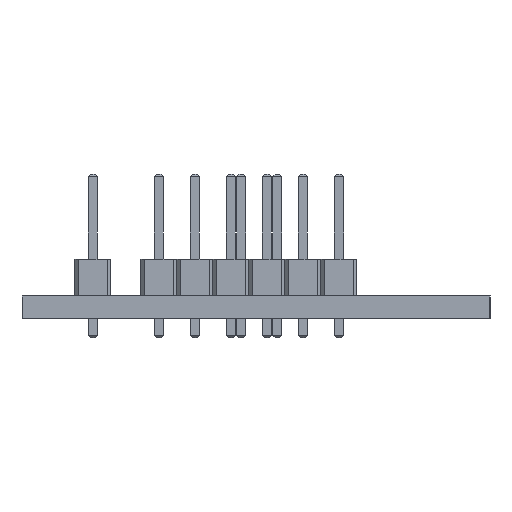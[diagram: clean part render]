
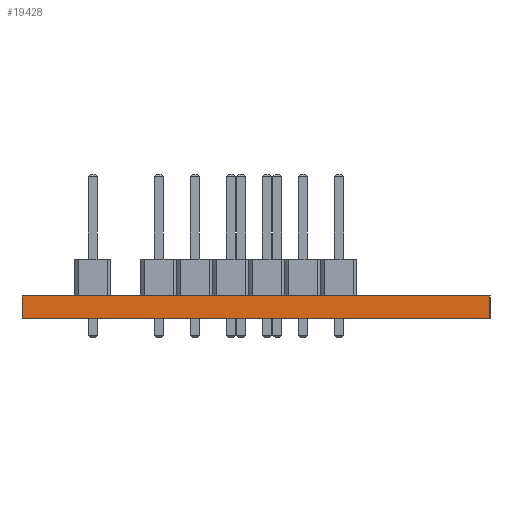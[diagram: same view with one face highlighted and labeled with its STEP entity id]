
A CAD part, left-side view. The second image highlights one B-rep face of the part: STEP entity #19428.
In plain terms, the highlighted planar face has unit normal (-1, 0, 0).
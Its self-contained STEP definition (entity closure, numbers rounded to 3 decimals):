
#19247 = PLANE('',#19248);
#19248 = AXIS2_PLACEMENT_3D('',#19249,#19250,#19251);
#19249 = CARTESIAN_POINT('',(168.,-68.,0.));
#19250 = DIRECTION('',(0.,-1.,0.));
#19251 = DIRECTION('',(-1.,0.,0.));
#19272 = VERTEX_POINT('',#19273);
#19273 = CARTESIAN_POINT('',(33.,-68.,1.58));
#19287 = PLANE('',#19288);
#19288 = AXIS2_PLACEMENT_3D('',#19289,#19290,#19291);
#19289 = CARTESIAN_POINT('',(100.5,-51.5,1.58));
#19290 = DIRECTION('',(-0.,-0.,-1.));
#19291 = DIRECTION('',(-1.,0.,0.));
#19299 = EDGE_CURVE('',#19300,#19272,#19302,.T.);
#19300 = VERTEX_POINT('',#19301);
#19301 = CARTESIAN_POINT('',(33.,-68.,0.));
#19302 = SURFACE_CURVE('',#19303,(#19307,#19314),.PCURVE_S1.);
#19303 = LINE('',#19304,#19305);
#19304 = CARTESIAN_POINT('',(33.,-68.,0.));
#19305 = VECTOR('',#19306,1.);
#19306 = DIRECTION('',(0.,0.,1.));
#19307 = PCURVE('',#19247,#19308);
#19308 = DEFINITIONAL_REPRESENTATION('',(#19309),#19313);
#19309 = LINE('',#19310,#19311);
#19310 = CARTESIAN_POINT('',(135.,0.));
#19311 = VECTOR('',#19312,1.);
#19312 = DIRECTION('',(0.,-1.));
#19313 = ( GEOMETRIC_REPRESENTATION_CONTEXT(2) 
PARAMETRIC_REPRESENTATION_CONTEXT() REPRESENTATION_CONTEXT('2D SPACE',''
  ) );
#19314 = PCURVE('',#19315,#19320);
#19315 = PLANE('',#19316);
#19316 = AXIS2_PLACEMENT_3D('',#19317,#19318,#19319);
#19317 = CARTESIAN_POINT('',(33.,-68.,0.));
#19318 = DIRECTION('',(-1.,0.,0.));
#19319 = DIRECTION('',(0.,1.,0.));
#19320 = DEFINITIONAL_REPRESENTATION('',(#19321),#19325);
#19321 = LINE('',#19322,#19323);
#19322 = CARTESIAN_POINT('',(0.,0.));
#19323 = VECTOR('',#19324,1.);
#19324 = DIRECTION('',(0.,-1.));
#19325 = ( GEOMETRIC_REPRESENTATION_CONTEXT(2) 
PARAMETRIC_REPRESENTATION_CONTEXT() REPRESENTATION_CONTEXT('2D SPACE',''
  ) );
#19341 = PLANE('',#19342);
#19342 = AXIS2_PLACEMENT_3D('',#19343,#19344,#19345);
#19343 = CARTESIAN_POINT('',(100.5,-51.5,0.));
#19344 = DIRECTION('',(-0.,-0.,-1.));
#19345 = DIRECTION('',(-1.,0.,0.));
#19374 = PLANE('',#19375);
#19375 = AXIS2_PLACEMENT_3D('',#19376,#19377,#19378);
#19376 = CARTESIAN_POINT('',(33.,-35.,0.));
#19377 = DIRECTION('',(0.,1.,0.));
#19378 = DIRECTION('',(1.,0.,0.));
#19428 = ADVANCED_FACE('',(#19429),#19315,.T.);
#19429 = FACE_BOUND('',#19430,.T.);
#19430 = EDGE_LOOP('',(#19431,#19432,#19455,#19478));
#19431 = ORIENTED_EDGE('',*,*,#19299,.T.);
#19432 = ORIENTED_EDGE('',*,*,#19433,.T.);
#19433 = EDGE_CURVE('',#19272,#19434,#19436,.T.);
#19434 = VERTEX_POINT('',#19435);
#19435 = CARTESIAN_POINT('',(33.,-35.,1.58));
#19436 = SURFACE_CURVE('',#19437,(#19441,#19448),.PCURVE_S1.);
#19437 = LINE('',#19438,#19439);
#19438 = CARTESIAN_POINT('',(33.,-68.,1.58));
#19439 = VECTOR('',#19440,1.);
#19440 = DIRECTION('',(0.,1.,0.));
#19441 = PCURVE('',#19315,#19442);
#19442 = DEFINITIONAL_REPRESENTATION('',(#19443),#19447);
#19443 = LINE('',#19444,#19445);
#19444 = CARTESIAN_POINT('',(0.,-1.58));
#19445 = VECTOR('',#19446,1.);
#19446 = DIRECTION('',(1.,0.));
#19447 = ( GEOMETRIC_REPRESENTATION_CONTEXT(2) 
PARAMETRIC_REPRESENTATION_CONTEXT() REPRESENTATION_CONTEXT('2D SPACE',''
  ) );
#19448 = PCURVE('',#19287,#19449);
#19449 = DEFINITIONAL_REPRESENTATION('',(#19450),#19454);
#19450 = LINE('',#19451,#19452);
#19451 = CARTESIAN_POINT('',(67.5,-16.5));
#19452 = VECTOR('',#19453,1.);
#19453 = DIRECTION('',(0.,1.));
#19454 = ( GEOMETRIC_REPRESENTATION_CONTEXT(2) 
PARAMETRIC_REPRESENTATION_CONTEXT() REPRESENTATION_CONTEXT('2D SPACE',''
  ) );
#19455 = ORIENTED_EDGE('',*,*,#19456,.F.);
#19456 = EDGE_CURVE('',#19457,#19434,#19459,.T.);
#19457 = VERTEX_POINT('',#19458);
#19458 = CARTESIAN_POINT('',(33.,-35.,0.));
#19459 = SURFACE_CURVE('',#19460,(#19464,#19471),.PCURVE_S1.);
#19460 = LINE('',#19461,#19462);
#19461 = CARTESIAN_POINT('',(33.,-35.,0.));
#19462 = VECTOR('',#19463,1.);
#19463 = DIRECTION('',(0.,0.,1.));
#19464 = PCURVE('',#19315,#19465);
#19465 = DEFINITIONAL_REPRESENTATION('',(#19466),#19470);
#19466 = LINE('',#19467,#19468);
#19467 = CARTESIAN_POINT('',(33.,0.));
#19468 = VECTOR('',#19469,1.);
#19469 = DIRECTION('',(0.,-1.));
#19470 = ( GEOMETRIC_REPRESENTATION_CONTEXT(2) 
PARAMETRIC_REPRESENTATION_CONTEXT() REPRESENTATION_CONTEXT('2D SPACE',''
  ) );
#19471 = PCURVE('',#19374,#19472);
#19472 = DEFINITIONAL_REPRESENTATION('',(#19473),#19477);
#19473 = LINE('',#19474,#19475);
#19474 = CARTESIAN_POINT('',(0.,0.));
#19475 = VECTOR('',#19476,1.);
#19476 = DIRECTION('',(0.,-1.));
#19477 = ( GEOMETRIC_REPRESENTATION_CONTEXT(2) 
PARAMETRIC_REPRESENTATION_CONTEXT() REPRESENTATION_CONTEXT('2D SPACE',''
  ) );
#19478 = ORIENTED_EDGE('',*,*,#19479,.F.);
#19479 = EDGE_CURVE('',#19300,#19457,#19480,.T.);
#19480 = SURFACE_CURVE('',#19481,(#19485,#19492),.PCURVE_S1.);
#19481 = LINE('',#19482,#19483);
#19482 = CARTESIAN_POINT('',(33.,-68.,0.));
#19483 = VECTOR('',#19484,1.);
#19484 = DIRECTION('',(0.,1.,0.));
#19485 = PCURVE('',#19315,#19486);
#19486 = DEFINITIONAL_REPRESENTATION('',(#19487),#19491);
#19487 = LINE('',#19488,#19489);
#19488 = CARTESIAN_POINT('',(0.,0.));
#19489 = VECTOR('',#19490,1.);
#19490 = DIRECTION('',(1.,0.));
#19491 = ( GEOMETRIC_REPRESENTATION_CONTEXT(2) 
PARAMETRIC_REPRESENTATION_CONTEXT() REPRESENTATION_CONTEXT('2D SPACE',''
  ) );
#19492 = PCURVE('',#19341,#19493);
#19493 = DEFINITIONAL_REPRESENTATION('',(#19494),#19498);
#19494 = LINE('',#19495,#19496);
#19495 = CARTESIAN_POINT('',(67.5,-16.5));
#19496 = VECTOR('',#19497,1.);
#19497 = DIRECTION('',(0.,1.));
#19498 = ( GEOMETRIC_REPRESENTATION_CONTEXT(2) 
PARAMETRIC_REPRESENTATION_CONTEXT() REPRESENTATION_CONTEXT('2D SPACE',''
  ) );
